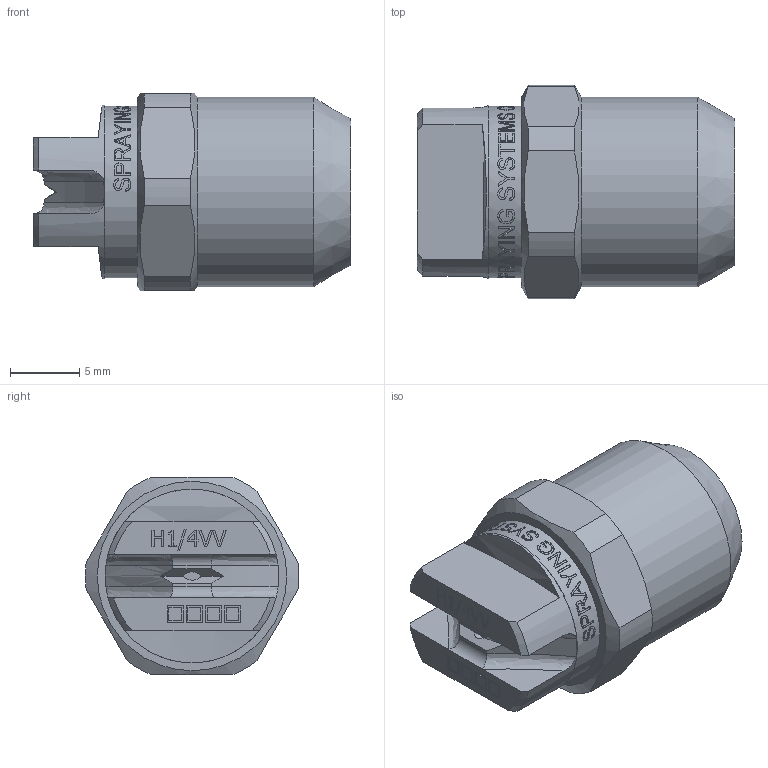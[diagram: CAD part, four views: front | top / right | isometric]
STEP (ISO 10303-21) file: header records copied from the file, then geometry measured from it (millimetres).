
FILE_DESCRIPTION((''),'2;1');
FILE_NAME('H1_4VV_Shrinkwrap_2.stp','2010-10-08T15:31:25',('RICHARDJ'),(''),'Autodesk Inventor 2010','Autodesk Inventor 2010','');
FILE_SCHEMA(('AUTOMOTIVE_DESIGN { 1 0 10303 214 1 1 1 1 }'));
Length unit declared in the file: inch
Products named in the file (1): H1_4VV_Shrinkwrap_2
Bounding box: 23.01 x 15.46 x 14.29 mm (x, y, z)
Surface area: 1591.8 mm2 (no closed solid volume)
Topology: 0 solids, 39 shells, 86 faces, 746 edges, 697 vertices
Faces by surface type: cylinder 36, plane 34, bspline 9, cone 7
Full cylindrical faces by diameter (mm): 4.75 x1, 12.446 x1, 12.573 x1, 13.716 x1
Entity records: 35977 total; most frequent: CARTESIAN_POINT 31311, ORIENTED_EDGE 851, EDGE_CURVE 732, VERTEX_POINT 692, DIRECTION 595, B_SPLINE_CURVE_WITH_KNOTS 368, VECTOR 247, LINE 247
